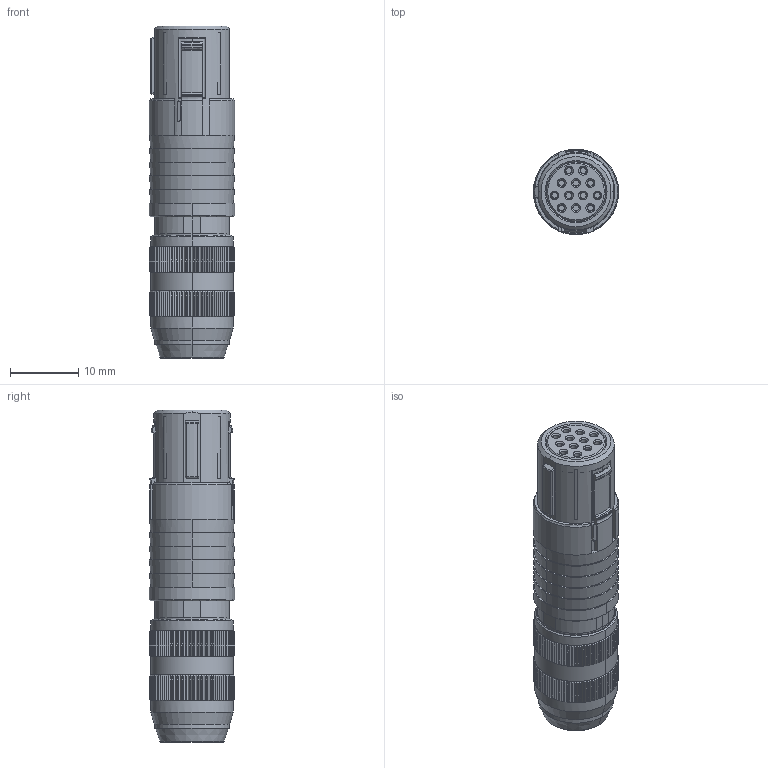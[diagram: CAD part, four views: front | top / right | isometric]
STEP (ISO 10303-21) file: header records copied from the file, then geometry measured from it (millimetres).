
FILE_DESCRIPTION((''),'2;1');
FILE_NAME('MOD00037075','2024-03-04T08:40:42',('phk'),(''),'CREO PARAMETRIC BY PTC INC, 2021184','CREO PARAMETRIC BY PTC INC, 2021184','');
FILE_SCHEMA(('AP242_MANAGED_MODEL_BASED_3D_ENGINEERING_MIM_LF { 1 0 10303 442 1 1 4 }'));
Products named in the file (1): MOD00037075
Bounding box: 12.5 x 12.5 x 48.7 mm (x, y, z)
Volume: 5040.1 mm3; surface area: 6278.9 mm2
Topology: 1 solids, 2 shells, 1309 faces, 2932 edges, 1665 vertices
Faces by surface type: plane 556, cone 507, cylinder 147, bspline 65, torus 28, sphere 4, extrusion 2
Entity records: 63504 total; most frequent: CARTESIAN_POINT 26963, ORIENTED_EDGE 5864, DIRECTION 5177, PRESENTATION_STYLE_ASSIGNMENT 2940, STYLED_ITEM 2940, CURVE_STYLE 2934, EDGE_CURVE 2932, AXIS2_PLACEMENT_3D 2123
